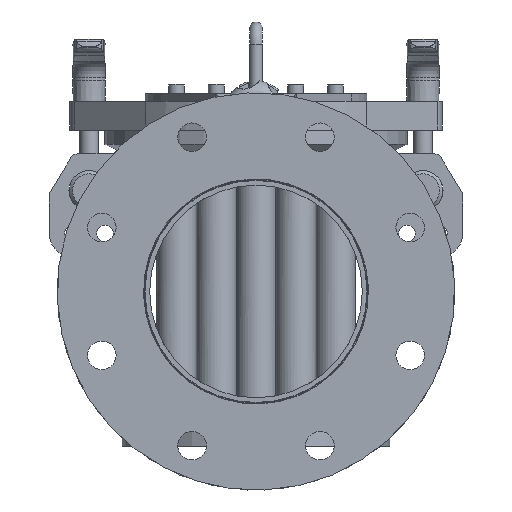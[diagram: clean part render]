
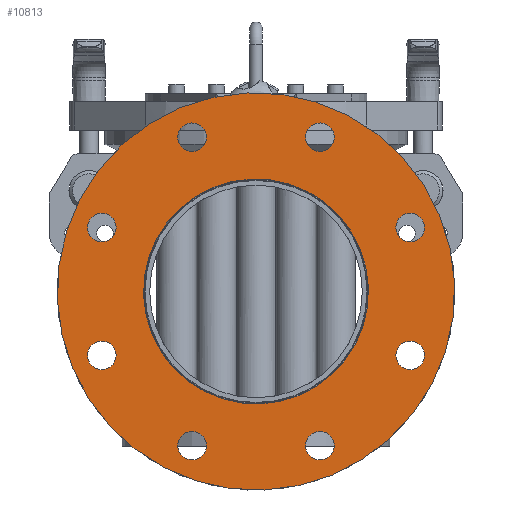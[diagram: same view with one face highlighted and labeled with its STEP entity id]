
A CAD part, front view. The second image highlights one B-rep face of the part: STEP entity #10813.
In plain terms, the highlighted planar face has unit normal (0, -1, 0).
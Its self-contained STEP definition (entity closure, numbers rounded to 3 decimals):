
#589=FACE_BOUND('',#2156,.T.);
#590=FACE_BOUND('',#2157,.T.);
#591=FACE_BOUND('',#2158,.T.);
#592=FACE_BOUND('',#2159,.T.);
#593=FACE_BOUND('',#2160,.T.);
#594=FACE_BOUND('',#2161,.T.);
#595=FACE_BOUND('',#2162,.T.);
#596=FACE_BOUND('',#2163,.T.);
#597=FACE_BOUND('',#2164,.T.);
#843=PLANE('',#12039);
#1442=FACE_OUTER_BOUND('',#2155,.T.);
#2155=EDGE_LOOP('',(#9293));
#2156=EDGE_LOOP('',(#9294));
#2157=EDGE_LOOP('',(#9295));
#2158=EDGE_LOOP('',(#9296));
#2159=EDGE_LOOP('',(#9297));
#2160=EDGE_LOOP('',(#9298));
#2161=EDGE_LOOP('',(#9299));
#2162=EDGE_LOOP('',(#9300));
#2163=EDGE_LOOP('',(#9301));
#2164=EDGE_LOOP('',(#9302));
#3902=CIRCLE('',#12010,9.);
#3904=CIRCLE('',#12013,9.);
#3906=CIRCLE('',#12016,9.);
#3908=CIRCLE('',#12019,9.);
#3910=CIRCLE('',#12022,9.);
#3912=CIRCLE('',#12025,9.);
#3914=CIRCLE('',#12028,9.);
#3916=CIRCLE('',#12031,9.);
#3919=CIRCLE('',#12035,70.75);
#3920=CIRCLE('',#12037,125.);
#4867=VERTEX_POINT('',#21233);
#4869=VERTEX_POINT('',#21239);
#4871=VERTEX_POINT('',#21245);
#4873=VERTEX_POINT('',#21251);
#4875=VERTEX_POINT('',#21257);
#4877=VERTEX_POINT('',#21263);
#4879=VERTEX_POINT('',#21269);
#4881=VERTEX_POINT('',#21275);
#4884=VERTEX_POINT('',#21283);
#4885=VERTEX_POINT('',#21287);
#6336=EDGE_CURVE('',#4867,#4867,#3902,.T.);
#6339=EDGE_CURVE('',#4869,#4869,#3904,.T.);
#6342=EDGE_CURVE('',#4871,#4871,#3906,.T.);
#6345=EDGE_CURVE('',#4873,#4873,#3908,.T.);
#6348=EDGE_CURVE('',#4875,#4875,#3910,.T.);
#6351=EDGE_CURVE('',#4877,#4877,#3912,.T.);
#6354=EDGE_CURVE('',#4879,#4879,#3914,.T.);
#6357=EDGE_CURVE('',#4881,#4881,#3916,.T.);
#6362=EDGE_CURVE('',#4884,#4884,#3919,.T.);
#6363=EDGE_CURVE('',#4885,#4885,#3920,.T.);
#9293=ORIENTED_EDGE('',*,*,#6363,.F.);
#9294=ORIENTED_EDGE('',*,*,#6336,.T.);
#9295=ORIENTED_EDGE('',*,*,#6339,.T.);
#9296=ORIENTED_EDGE('',*,*,#6342,.T.);
#9297=ORIENTED_EDGE('',*,*,#6345,.T.);
#9298=ORIENTED_EDGE('',*,*,#6348,.T.);
#9299=ORIENTED_EDGE('',*,*,#6351,.T.);
#9300=ORIENTED_EDGE('',*,*,#6354,.T.);
#9301=ORIENTED_EDGE('',*,*,#6357,.T.);
#9302=ORIENTED_EDGE('',*,*,#6362,.T.);
#10813=ADVANCED_FACE('',(#1442,#589,#590,#591,#592,#593,#594,#595,#596,
#597),#843,.F.);
#12010=AXIS2_PLACEMENT_3D('',#21234,#14896,#14897);
#12013=AXIS2_PLACEMENT_3D('',#21240,#14903,#14904);
#12016=AXIS2_PLACEMENT_3D('',#21246,#14910,#14911);
#12019=AXIS2_PLACEMENT_3D('',#21252,#14917,#14918);
#12022=AXIS2_PLACEMENT_3D('',#21258,#14924,#14925);
#12025=AXIS2_PLACEMENT_3D('',#21264,#14931,#14932);
#12028=AXIS2_PLACEMENT_3D('',#21270,#14938,#14939);
#12031=AXIS2_PLACEMENT_3D('',#21276,#14945,#14946);
#12035=AXIS2_PLACEMENT_3D('',#21285,#14955,#14956);
#12037=AXIS2_PLACEMENT_3D('',#21288,#14959,#14960);
#12039=AXIS2_PLACEMENT_3D('',#21292,#14964,#14965);
#14896=DIRECTION('center_axis',(0.,1.,0.));
#14897=DIRECTION('ref_axis',(0.924,0.,-0.383));
#14903=DIRECTION('center_axis',(0.,1.,0.));
#14904=DIRECTION('ref_axis',(0.383,0.,-0.924));
#14910=DIRECTION('center_axis',(0.,1.,0.));
#14911=DIRECTION('ref_axis',(-0.383,0.,-0.924));
#14917=DIRECTION('center_axis',(0.,1.,0.));
#14918=DIRECTION('ref_axis',(-0.924,0.,-0.383));
#14924=DIRECTION('center_axis',(0.,1.,0.));
#14925=DIRECTION('ref_axis',(-0.924,0.,0.383));
#14931=DIRECTION('center_axis',(0.,1.,0.));
#14932=DIRECTION('ref_axis',(-0.383,0.,0.924));
#14938=DIRECTION('center_axis',(0.,1.,0.));
#14939=DIRECTION('ref_axis',(0.383,0.,0.924));
#14945=DIRECTION('center_axis',(0.,1.,0.));
#14946=DIRECTION('ref_axis',(0.924,0.,0.383));
#14955=DIRECTION('center_axis',(0.,1.,0.));
#14956=DIRECTION('ref_axis',(0.924,0.,0.383));
#14959=DIRECTION('center_axis',(0.,1.,0.));
#14960=DIRECTION('ref_axis',(0.924,0.,0.383));
#14964=DIRECTION('center_axis',(0.,1.,0.));
#14965=DIRECTION('ref_axis',(0.924,0.,0.383));
#21233=CARTESIAN_POINT('',(-48.497,-150.,-195.063));
#21234=CARTESIAN_POINT('Origin',(-40.182,-150.,-198.507));
#21239=CARTESIAN_POINT('',(-100.452,-150.,-133.367));
#21240=CARTESIAN_POINT('Origin',(-97.007,-150.,-141.682));
#21245=CARTESIAN_POINT('',(-93.563,-150.,-53.003));
#21246=CARTESIAN_POINT('Origin',(-97.007,-150.,-61.318));
#21251=CARTESIAN_POINT('',(-31.867,-150.,-1.048));
#21252=CARTESIAN_POINT('Origin',(-40.182,-150.,-4.493));
#21257=CARTESIAN_POINT('',(48.497,-150.,-7.937));
#21258=CARTESIAN_POINT('Origin',(40.182,-150.,-4.493));
#21263=CARTESIAN_POINT('',(100.452,-150.,-69.633));
#21264=CARTESIAN_POINT('Origin',(97.007,-150.,-61.318));
#21269=CARTESIAN_POINT('',(93.563,-150.,-149.997));
#21270=CARTESIAN_POINT('Origin',(97.007,-150.,-141.682));
#21275=CARTESIAN_POINT('',(31.867,-150.,-201.952));
#21276=CARTESIAN_POINT('Origin',(40.182,-150.,-198.507));
#21283=CARTESIAN_POINT('',(-65.364,-150.,-128.575));
#21285=CARTESIAN_POINT('Origin',(0.,-150.,
-101.5));
#21287=CARTESIAN_POINT('',(-115.485,-150.,-149.335));
#21288=CARTESIAN_POINT('Origin',(0.,-150.,
-101.5));
#21292=CARTESIAN_POINT('Origin',(0.,-150.,
-101.5));
